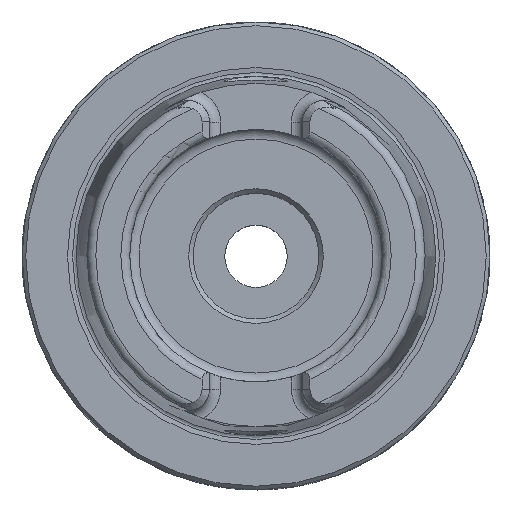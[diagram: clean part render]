
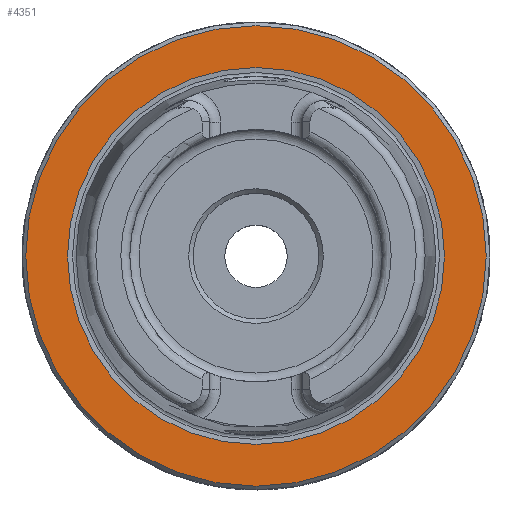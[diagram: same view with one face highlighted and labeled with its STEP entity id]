
A CAD part, top view. The second image highlights one B-rep face of the part: STEP entity #4351.
In plain terms, the highlighted planar face has unit normal (0, 0, 1).
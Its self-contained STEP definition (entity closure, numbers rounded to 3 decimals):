
#432=PLANE('',#4693);
#886=ORIENTED_EDGE('',*,*,#1415,.T.);
#887=ORIENTED_EDGE('',*,*,#1412,.F.);
#1412=EDGE_CURVE('',#1736,#1736,#1975,.T.);
#1415=EDGE_CURVE('',#1739,#1739,#1978,.T.);
#1736=VERTEX_POINT('',#6519);
#1739=VERTEX_POINT('',#6528);
#1975=CIRCLE('',#4688,25.373);
#1978=CIRCLE('',#4694,31.);
#2261=EDGE_LOOP('',(#886));
#2262=EDGE_LOOP('',(#887));
#2594=FACE_BOUND('',#2261,.T.);
#2595=FACE_BOUND('',#2262,.T.);
#4351=ADVANCED_FACE('',(#2594,#2595),#432,.T.);
#4688=AXIS2_PLACEMENT_3D('',#6518,#5384,#5385);
#4693=AXIS2_PLACEMENT_3D('',#6526,#5394,#5395);
#4694=AXIS2_PLACEMENT_3D('',#6527,#5396,#5397);
#5384=DIRECTION('',(0.,0.,1.));
#5385=DIRECTION('',(1.,0.,0.));
#5394=DIRECTION('',(0.,0.,1.));
#5395=DIRECTION('',(1.,0.,0.));
#5396=DIRECTION('',(0.,0.,1.));
#5397=DIRECTION('',(1.,0.,0.));
#6518=CARTESIAN_POINT('',(0.,0.,0.));
#6519=CARTESIAN_POINT('',(25.373,0.,0.));
#6526=CARTESIAN_POINT('',(31.,0.,0.));
#6527=CARTESIAN_POINT('',(0.,0.,0.));
#6528=CARTESIAN_POINT('',(31.,0.,0.));
